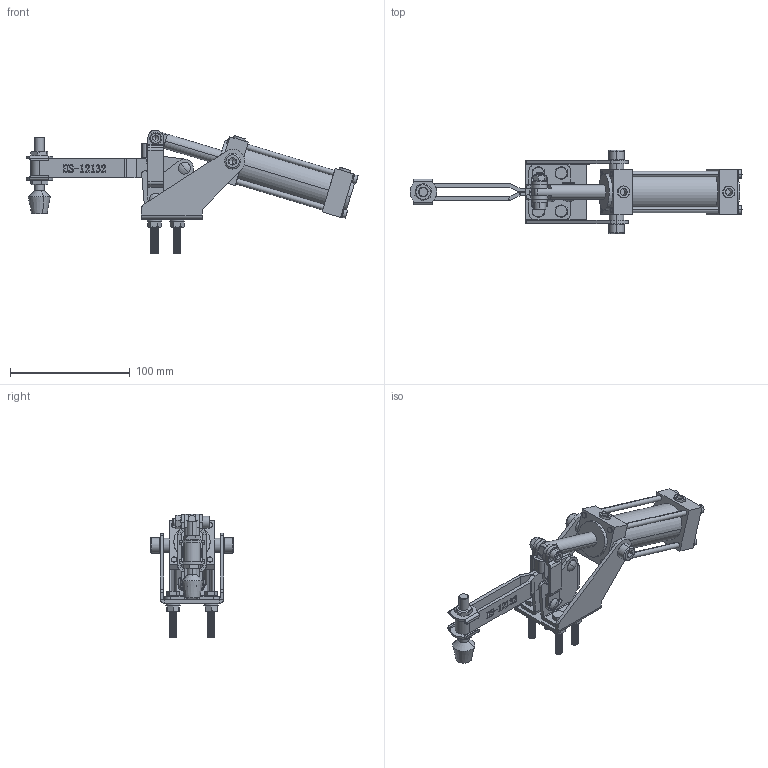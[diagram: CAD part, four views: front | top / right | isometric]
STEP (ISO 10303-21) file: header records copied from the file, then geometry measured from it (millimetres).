
FILE_DESCRIPTION (( 'STEP AP203' ), '1' );
FILE_NAME ('HS-12132-A .STEP', '2019-08-19T06:39:54', ( '微软用户' ), ( '微软中国' ), 'SwSTEP 2.0', 'SolidWorks 2012', '' );
FILE_SCHEMA (( 'CONFIG_CONTROL_DESIGN' ));
Length unit declared in the file: millimetre
Products named in the file (21): HS-12132-A ; plain washers for clevis pins gb_GB_ROUND_WASHERS_TYPE7 6; hex nuts, style 1-grades ab gb_GB_FASTENER_NUT_SNAB1 M6-N; hexagon socket head cap screws gb_GB_FASTENER_SCREWS_HSHCS M6X25-N; hexagon socket head cap screws gb_GB_FASTENER_SCREWS_HSHCS M8X16-N; hexagon head bolts-full thread gb_GB_FASTENER_BOLT_STBAB A M6X35-S; hexagon head bolts-full thread gb_PreviewCfg; FW-516; 22; ァ雄標蚳蚚; 階杶; hex thin nuts-grades ab-chamfered gb_GB_FASTENER_NUT_STNAB M8-N; hexagon head bolts-full thread gb_GB_FASTENER_BOLT_STBAB A M8X50-N; 酗种; 酗U倰揤參; 蚐詰; 揤輸; 活塞杆; 楊擘菁釱; 傻种; 菁殤
Assembly tree (35 placements, depth 2):
  HS-12132-A 
    菁殤
    傻种  x2
    楊擘菁釱
    活塞杆
    揤輸
    蚐詰
    酗U倰揤參
    酗种
    hexagon head bolts-full thread gb_GB_FASTENER_BOLT_STBAB A M8X50-N
    hex thin nuts-grades ab-chamfered gb_GB_FASTENER_NUT_STNAB M8-N  x2
    階杶  x2
    ァ雄標蚳蚚
    22  x2
    FW-516  x2
    hexagon head bolts-full thread gb_PreviewCfg
    hexagon head bolts-full thread gb_GB_FASTENER_BOLT_STBAB A M6X35-S  x3
    hexagon socket head cap screws gb_GB_FASTENER_SCREWS_HSHCS M8X16-N  x2
    hexagon socket head cap screws gb_GB_FASTENER_SCREWS_HSHCS M6X25-N
    hex nuts, style 1-grades ab gb_GB_FASTENER_NUT_SNAB1 M6-N  x5
    plain washers for clevis pins gb_GB_ROUND_WASHERS_TYPE7 6  x4
Bounding box: 277.63 x 69.6 x 103.64 mm (x, y, z)
Volume: 192611.2 mm3; surface area: 89519.4 mm2
Topology: 35 solids, 35 shells, 2511 faces, 5562 edges, 3178 vertices
Faces by surface type: cone 986, cylinder 718, plane 632, bspline 143, torus 26, sphere 6
Entity records: 54275 total; most frequent: CARTESIAN_POINT 15927, DIRECTION 7488, ORIENTED_EDGE 7320, EDGE_CURVE 3660, AXIS2_PLACEMENT_3D 2725, VERTEX_POINT 2162, LINE 2038, VECTOR 2038
